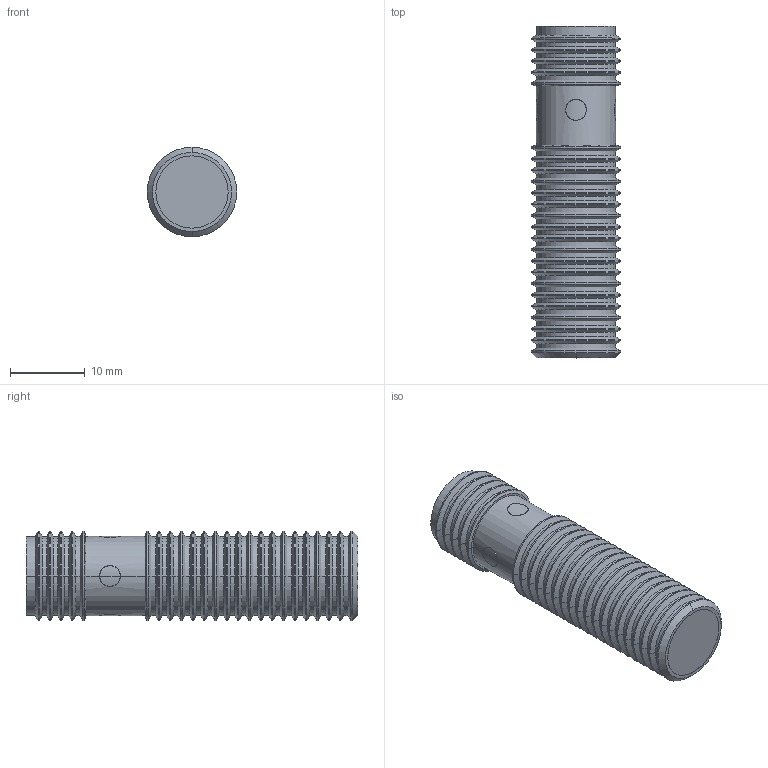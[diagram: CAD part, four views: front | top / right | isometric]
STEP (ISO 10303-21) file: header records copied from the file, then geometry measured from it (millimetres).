
FILE_DESCRIPTION(('STEP AP214'),'1');
FILE_NAME('cctmp_6E2B5263-BD46-4F25-B760-5F1F7B719CC4_2021_2_18_13_48_37_135..stp','2021-02-18T12:48:37',('Pepperl+Fuchs GmbH'),('CADClick - www.CADClick.com'),'Spatial InterOp 3D',' ','unknown authorization');
FILE_SCHEMA(('AUTOMOTIVE_DESIGN { 1 0 10303 214 1 1 1 1 }'));
Length unit declared in the file: millimetre
Products named in the file (1): 2021_02_18__13-48-37-132
Bounding box: 12 x 44.51 x 12 mm (x, y, z)
Volume: 3590.6 mm3; surface area: 3814 mm2
Topology: 1 solids, 2 shells, 268 faces, 591 edges, 323 vertices
Faces by surface type: cylinder 137, cone 100, plane 25, sphere 6
Entity records: 10010 total; most frequent: CARTESIAN_POINT 1959, DIRECTION 1338, ORIENTED_EDGE 1158, EDGE_CURVE 579, AXIS2_PLACEMENT_3D 542, VERTEX_POINT 323, EDGE_LOOP 284, CIRCLE 273
